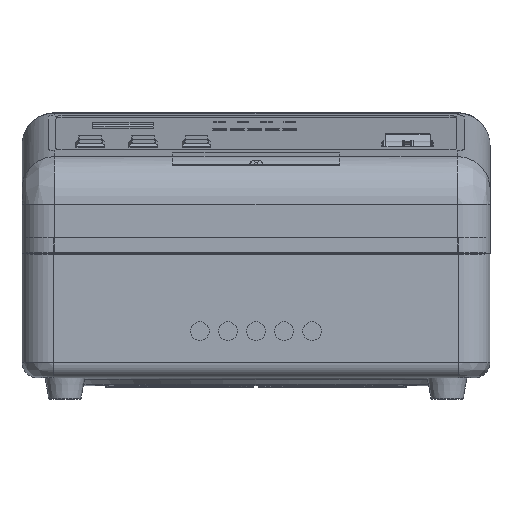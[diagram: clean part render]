
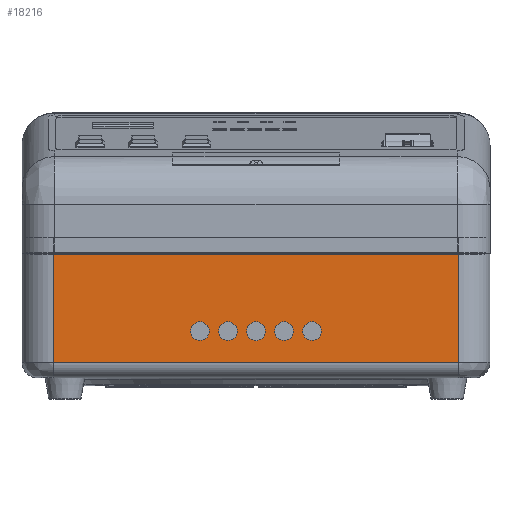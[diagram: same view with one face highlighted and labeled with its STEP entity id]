
A CAD part, front view. The second image highlights one B-rep face of the part: STEP entity #18216.
In plain terms, the highlighted planar face has unit normal (0, -1, 0).
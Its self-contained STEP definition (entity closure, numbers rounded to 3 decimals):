
#3728=LINE('',#80166,#8307);
#4753=LINE('',#83577,#9332);
#4771=LINE('',#83692,#9350);
#4772=LINE('',#83694,#9351);
#8307=VECTOR('',#64209,1.);
#9332=VECTOR('',#67458,1.);
#9350=VECTOR('',#67618,1.);
#9351=VECTOR('',#67621,1.);
#16304=PLANE('',#58166);
#18216=ADVANCED_FACE('NONE',(#20425,#20426,#20427,#20428,#20429,#20430),
#16304,.F.);
#20425=FACE_BOUND('',#22078,.T.);
#20426=FACE_BOUND('',#22079,.T.);
#20427=FACE_BOUND('',#22080,.T.);
#20428=FACE_BOUND('',#22081,.T.);
#20429=FACE_BOUND('',#22082,.T.);
#20430=FACE_BOUND('',#22083,.T.);
#22078=EDGE_LOOP('',(#29155,#29156,#29157,#29158));
#22079=EDGE_LOOP('',(#29159,#29160));
#22080=EDGE_LOOP('',(#29161,#29162));
#22081=EDGE_LOOP('',(#29163,#29164));
#22082=EDGE_LOOP('',(#29165,#29166));
#22083=EDGE_LOOP('',(#29167,#29168));
#29155=ORIENTED_EDGE('',*,*,#47950,.F.);
#29156=ORIENTED_EDGE('',*,*,#46215,.T.);
#29157=ORIENTED_EDGE('',*,*,#47951,.T.);
#29158=ORIENTED_EDGE('',*,*,#47873,.T.);
#29159=ORIENTED_EDGE('',*,*,#46190,.T.);
#29160=ORIENTED_EDGE('',*,*,#47952,.T.);
#29161=ORIENTED_EDGE('',*,*,#46186,.T.);
#29162=ORIENTED_EDGE('',*,*,#47953,.T.);
#29163=ORIENTED_EDGE('',*,*,#46182,.T.);
#29164=ORIENTED_EDGE('',*,*,#47954,.T.);
#29165=ORIENTED_EDGE('',*,*,#46178,.T.);
#29166=ORIENTED_EDGE('',*,*,#47955,.T.);
#29167=ORIENTED_EDGE('',*,*,#46174,.T.);
#29168=ORIENTED_EDGE('',*,*,#47956,.T.);
#40781=VERTEX_POINT('',#80077);
#40783=VERTEX_POINT('',#80080);
#40785=VERTEX_POINT('',#80086);
#40787=VERTEX_POINT('',#80089);
#40789=VERTEX_POINT('',#80095);
#40791=VERTEX_POINT('',#80098);
#40793=VERTEX_POINT('',#80104);
#40795=VERTEX_POINT('',#80107);
#40797=VERTEX_POINT('',#80113);
#40799=VERTEX_POINT('',#80116);
#40810=VERTEX_POINT('',#80144);
#40816=VERTEX_POINT('',#80165);
#41990=VERTEX_POINT('',#83534);
#41994=VERTEX_POINT('',#83576);
#46174=EDGE_CURVE('NONE',#40783,#40781,#53630,.T.);
#46178=EDGE_CURVE('NONE',#40787,#40785,#53632,.T.);
#46182=EDGE_CURVE('NONE',#40791,#40789,#53634,.T.);
#46186=EDGE_CURVE('NONE',#40795,#40793,#53636,.T.);
#46190=EDGE_CURVE('NONE',#40799,#40797,#53638,.T.);
#46215=EDGE_CURVE('NONE',#40810,#40816,#3728,.T.);
#47873=EDGE_CURVE('NONE',#41990,#41994,#4753,.T.);
#47950=EDGE_CURVE('NONE',#40810,#41994,#4771,.T.);
#47951=EDGE_CURVE('NONE',#40816,#41990,#4772,.T.);
#47952=EDGE_CURVE('NONE',#40797,#40799,#54349,.T.);
#47953=EDGE_CURVE('NONE',#40793,#40795,#54350,.T.);
#47954=EDGE_CURVE('NONE',#40789,#40791,#54351,.T.);
#47955=EDGE_CURVE('NONE',#40785,#40787,#54352,.T.);
#47956=EDGE_CURVE('NONE',#40781,#40783,#54353,.T.);
#53630=CIRCLE('',#56938,6.);
#53632=CIRCLE('',#56941,6.);
#53634=CIRCLE('',#56944,6.);
#53636=CIRCLE('',#56947,6.);
#53638=CIRCLE('',#56950,6.);
#54349=CIRCLE('',#58161,6.);
#54350=CIRCLE('',#58162,6.);
#54351=CIRCLE('',#58163,6.);
#54352=CIRCLE('',#58164,6.);
#54353=CIRCLE('',#58165,6.);
#56938=AXIS2_PLACEMENT_3D('',#80079,#64117,#64118);
#56941=AXIS2_PLACEMENT_3D('',#80088,#64125,#64126);
#56944=AXIS2_PLACEMENT_3D('',#80097,#64133,#64134);
#56947=AXIS2_PLACEMENT_3D('',#80106,#64141,#64142);
#56950=AXIS2_PLACEMENT_3D('',#80115,#64149,#64150);
#58161=AXIS2_PLACEMENT_3D('',#83695,#67622,#67623);
#58162=AXIS2_PLACEMENT_3D('',#83696,#67624,#67625);
#58163=AXIS2_PLACEMENT_3D('',#83697,#67626,#67627);
#58164=AXIS2_PLACEMENT_3D('',#83698,#67628,#67629);
#58165=AXIS2_PLACEMENT_3D('',#83699,#67630,#67631);
#58166=AXIS2_PLACEMENT_3D('',#83700,#67632,#67633);
#64117=DIRECTION('',(0.,1.,0.));
#64118=DIRECTION('',(-1.,0.,0.));
#64125=DIRECTION('',(0.,1.,0.));
#64126=DIRECTION('',(-1.,0.,0.));
#64133=DIRECTION('',(0.,1.,0.));
#64134=DIRECTION('',(-1.,0.,0.));
#64141=DIRECTION('',(0.,1.,0.));
#64142=DIRECTION('',(-1.,0.,0.));
#64149=DIRECTION('',(0.,1.,0.));
#64150=DIRECTION('',(-1.,0.,0.));
#64209=DIRECTION('',(-1.,0.,0.));
#67458=DIRECTION('',(1.,0.,0.));
#67618=DIRECTION('',(0.,0.,-1.));
#67621=DIRECTION('',(0.,0.,-1.));
#67622=DIRECTION('',(0.,1.,0.));
#67623=DIRECTION('',(-1.,0.,0.));
#67624=DIRECTION('',(0.,1.,0.));
#67625=DIRECTION('',(-1.,0.,0.));
#67626=DIRECTION('',(0.,1.,0.));
#67627=DIRECTION('',(-1.,0.,0.));
#67628=DIRECTION('',(0.,1.,0.));
#67629=DIRECTION('',(-1.,0.,0.));
#67630=DIRECTION('',(0.,1.,0.));
#67631=DIRECTION('',(-1.,0.,0.));
#67632=DIRECTION('',(0.,1.,0.));
#67633=DIRECTION('',(-1.,0.,0.));
#80077=CARTESIAN_POINT('',(42.,-301.,30.001));
#80079=CARTESIAN_POINT('',(36.,-301.,30.001));
#80080=CARTESIAN_POINT('',(30.,-301.,30.001));
#80086=CARTESIAN_POINT('',(-30.,-301.,30.001));
#80088=CARTESIAN_POINT('',(-36.,-301.,30.001));
#80089=CARTESIAN_POINT('',(-42.,-301.,30.001));
#80095=CARTESIAN_POINT('',(-12.,-301.,30.001));
#80097=CARTESIAN_POINT('',(-18.,-301.,30.001));
#80098=CARTESIAN_POINT('',(-24.,-301.,30.001));
#80104=CARTESIAN_POINT('',(6.,-301.,30.001));
#80106=CARTESIAN_POINT('',(0.,-301.,30.001));
#80107=CARTESIAN_POINT('',(-6.,-301.,30.001));
#80113=CARTESIAN_POINT('',(24.,-301.,30.001));
#80115=CARTESIAN_POINT('',(18.,-301.,30.001));
#80116=CARTESIAN_POINT('',(12.,-301.,30.001));
#80144=CARTESIAN_POINT('',(130.,-301.,79.5));
#80165=CARTESIAN_POINT('',(-130.,-301.,79.5));
#80166=CARTESIAN_POINT('',(-130.,-301.,79.5));
#83534=CARTESIAN_POINT('',(-130.,-301.,10.));
#83576=CARTESIAN_POINT('',(130.,-301.,10.));
#83577=CARTESIAN_POINT('',(130.,-301.,10.));
#83692=CARTESIAN_POINT('',(130.,-301.,90.));
#83694=CARTESIAN_POINT('',(-130.,-301.,90.));
#83695=CARTESIAN_POINT('',(18.,-301.,30.001));
#83696=CARTESIAN_POINT('',(0.,-301.,30.001));
#83697=CARTESIAN_POINT('',(-18.,-301.,30.001));
#83698=CARTESIAN_POINT('',(-36.,-301.,30.001));
#83699=CARTESIAN_POINT('',(36.,-301.,30.001));
#83700=CARTESIAN_POINT('',(130.,-301.,90.));
